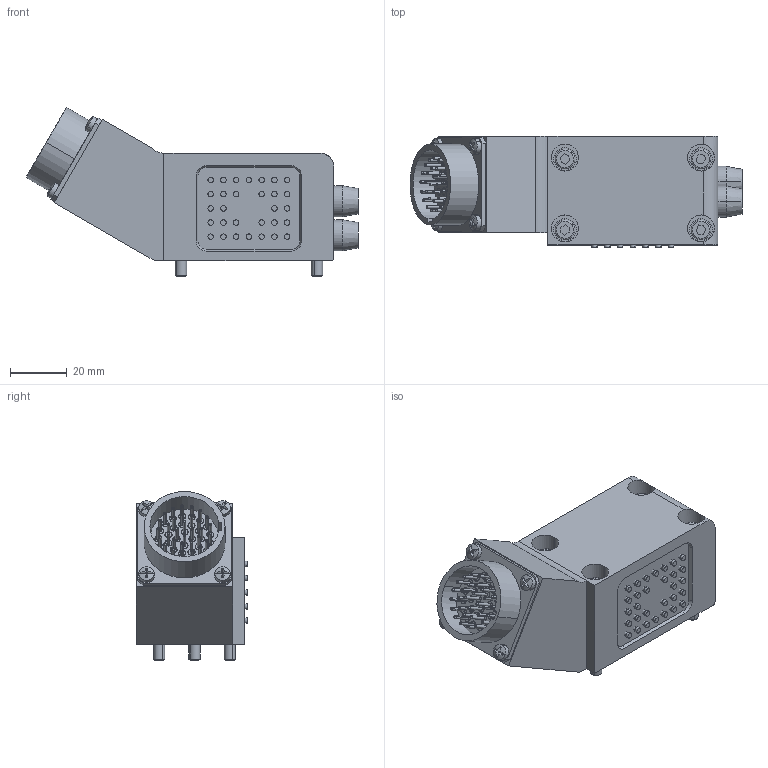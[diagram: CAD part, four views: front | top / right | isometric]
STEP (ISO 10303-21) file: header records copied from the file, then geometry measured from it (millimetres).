
FILE_DESCRIPTION (( 'STEP AP203' ), '1' );
FILE_NAME ('P1338.STEP', '2018-11-30T11:32:58', ( 'rsp' ), ( 'Hewlett-Packard Company' ), 'SwSTEP 2.0', 'SolidWorks 2017', '' );
FILE_SCHEMA (( 'CONFIG_CONTROL_DESIGN' ));
Length unit declared in the file: millimetre
Products named in the file (1): P1338
Bounding box: 117.2 x 39.26 x 59.67 mm (x, y, z)
Volume: 132233.8 mm3; surface area: 40419.2 mm2
Topology: 80 solids, 80 shells, 1062 faces, 2275 edges, 1435 vertices
Faces by surface type: cylinder 509, plane 353, sphere 68, torus 68, cone 48, bspline 16
Entity records: 29616 total; most frequent: CARTESIAN_POINT 6067, DIRECTION 5519, ORIENTED_EDGE 4286, AXIS2_PLACEMENT_3D 2367, EDGE_CURVE 2143, VERTEX_POINT 1375, CIRCLE 1320, EDGE_LOOP 1284
